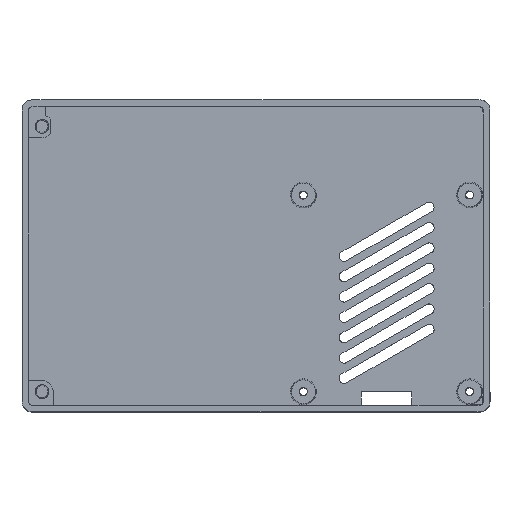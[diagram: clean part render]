
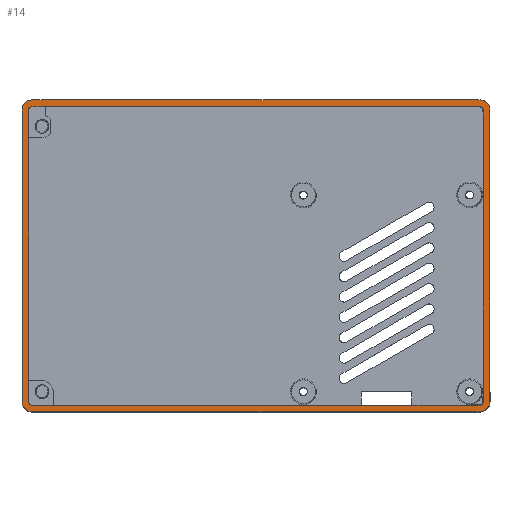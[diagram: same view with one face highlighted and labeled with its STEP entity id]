
A CAD part, top view. The second image highlights one B-rep face of the part: STEP entity #14.
In plain terms, the highlighted planar face has unit normal (0, 0, 1).
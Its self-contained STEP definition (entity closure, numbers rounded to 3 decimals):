
#14=ADVANCED_FACE('',(#256,#195),#2952,.T.);
#195=FACE_BOUND('',#438,.T.);
#256=FACE_OUTER_BOUND('',#437,.T.);
#437=EDGE_LOOP('',(#679));
#438=EDGE_LOOP('',(#680));
#679=ORIENTED_EDGE('',*,*,#1690,.T.);
#680=ORIENTED_EDGE('',*,*,#1621,.F.);
#1621=EDGE_CURVE('',#2508,#2508,#2211,.T.);
#1690=EDGE_CURVE('',#2507,#2507,#2265,.T.);
#2211=(
BOUNDED_CURVE()
B_SPLINE_CURVE(2,(#9252,#9253,#9254,#9255,#9256,#9257,#9258,#9259,#9260,
#9261,#9262,#9263,#9264,#9265,#9266,#9267,#9268),.UNSPECIFIED.,.T.,.F.)
B_SPLINE_CURVE_WITH_KNOTS((3,2,2,2,2,2,2,2,3),(0.,4.712,136.712,
141.425,227.425,232.137,364.137,368.85,
454.85),.UNSPECIFIED.)
CURVE()
GEOMETRIC_REPRESENTATION_ITEM()
RATIONAL_B_SPLINE_CURVE((1.,0.707,1.,1.,1.,0.707,
1.,1.,1.,0.707,1.,1.,1.,0.707,1.,1.,1.))
REPRESENTATION_ITEM('')
);
#2265=(
BOUNDED_CURVE()
B_SPLINE_CURVE(2,(#9970,#9971,#9972,#9973,#9974,#9975,#9976,#9977,#9978,
#9979,#9980,#9981,#9982,#9983,#9984,#9985,#9986),.UNSPECIFIED.,.T.,.F.)
B_SPLINE_CURVE_WITH_KNOTS((3,2,2,2,2,2,2,2,3),(0.,4.712,136.712,
141.425,227.425,232.137,364.137,368.85,
454.85),.UNSPECIFIED.)
CURVE()
GEOMETRIC_REPRESENTATION_ITEM()
RATIONAL_B_SPLINE_CURVE((1.,0.707,1.,1.,1.,0.707,
1.,1.,1.,0.707,1.,1.,1.,0.707,1.,1.,1.))
REPRESENTATION_ITEM('')
);
#2507=VERTEX_POINT('',#8843);
#2508=VERTEX_POINT('',#8844);
#2952=PLANE('',#3075);
#3075=AXIS2_PLACEMENT_3D('',#3309,#3192,$);
#3192=DIRECTION('',(0.,0.,1.));
#3309=CARTESIAN_POINT('',(-70.38,-46.92,26.798));
#8843=CARTESIAN_POINT('',(-69.,-43.,26.798));
#8844=CARTESIAN_POINT('',(-67.,-43.,26.798));
#9252=CARTESIAN_POINT('',(-67.,-43.,26.798));
#9253=CARTESIAN_POINT('',(-67.,-44.,26.798));
#9254=CARTESIAN_POINT('',(-66.,-44.,26.798));
#9255=CARTESIAN_POINT('',(0.,-44.,26.798));
#9256=CARTESIAN_POINT('',(66.,-44.,26.798));
#9257=CARTESIAN_POINT('',(67.,-44.,26.798));
#9258=CARTESIAN_POINT('',(67.,-43.,26.798));
#9259=CARTESIAN_POINT('',(67.,0.,26.798));
#9260=CARTESIAN_POINT('',(67.,43.,26.798));
#9261=CARTESIAN_POINT('',(67.,44.,26.798));
#9262=CARTESIAN_POINT('',(66.,44.,26.798));
#9263=CARTESIAN_POINT('',(0.,44.,26.798));
#9264=CARTESIAN_POINT('',(-66.,44.,26.798));
#9265=CARTESIAN_POINT('',(-67.,44.,26.798));
#9266=CARTESIAN_POINT('',(-67.,43.,26.798));
#9267=CARTESIAN_POINT('',(-67.,0.,26.798));
#9268=CARTESIAN_POINT('',(-67.,-43.,26.798));
#9970=CARTESIAN_POINT('',(-69.,-43.,26.798));
#9971=CARTESIAN_POINT('',(-69.,-46.,26.798));
#9972=CARTESIAN_POINT('',(-66.,-46.,26.798));
#9973=CARTESIAN_POINT('',(0.,-46.,26.798));
#9974=CARTESIAN_POINT('',(66.,-46.,26.798));
#9975=CARTESIAN_POINT('',(69.,-46.,26.798));
#9976=CARTESIAN_POINT('',(69.,-43.,26.798));
#9977=CARTESIAN_POINT('',(69.,0.,26.798));
#9978=CARTESIAN_POINT('',(69.,43.,26.798));
#9979=CARTESIAN_POINT('',(69.,46.,26.798));
#9980=CARTESIAN_POINT('',(66.,46.,26.798));
#9981=CARTESIAN_POINT('',(0.,46.,26.798));
#9982=CARTESIAN_POINT('',(-66.,46.,26.798));
#9983=CARTESIAN_POINT('',(-69.,46.,26.798));
#9984=CARTESIAN_POINT('',(-69.,43.,26.798));
#9985=CARTESIAN_POINT('',(-69.,0.,26.798));
#9986=CARTESIAN_POINT('',(-69.,-43.,26.798));
